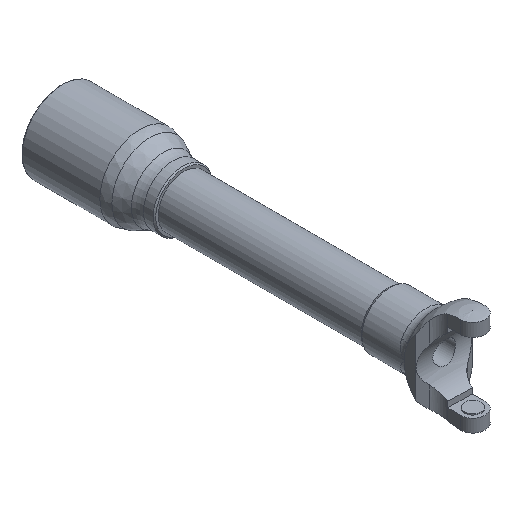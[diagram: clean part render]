
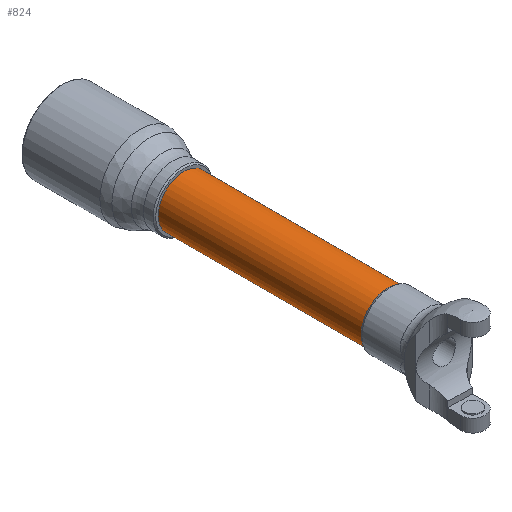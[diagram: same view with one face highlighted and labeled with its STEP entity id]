
A CAD part, isometric view. The second image highlights one B-rep face of the part: STEP entity #824.
In plain terms, the highlighted cylindrical face has radius 40 mm (diameter 80 mm), a full revolution.
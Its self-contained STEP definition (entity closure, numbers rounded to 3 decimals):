
#52=LINE('',#1310,#91);
#91=VECTOR('',#1044,40.);
#130=CYLINDRICAL_SURFACE('',#904,40.);
#159=FACE_OUTER_BOUND('',#213,.T.);
#213=EDGE_LOOP('',(#566,#567,#568,#569,#570));
#273=CIRCLE('',#905,40.);
#274=CIRCLE('',#906,40.);
#275=CIRCLE('',#907,40.);
#341=VERTEX_POINT('',#1307);
#342=VERTEX_POINT('',#1309);
#343=VERTEX_POINT('',#1311);
#429=EDGE_CURVE('',#341,#341,#273,.T.);
#430=EDGE_CURVE('',#341,#342,#52,.T.);
#431=EDGE_CURVE('',#342,#343,#274,.T.);
#432=EDGE_CURVE('',#343,#342,#275,.T.);
#566=ORIENTED_EDGE('',*,*,#429,.T.);
#567=ORIENTED_EDGE('',*,*,#430,.T.);
#568=ORIENTED_EDGE('',*,*,#431,.T.);
#569=ORIENTED_EDGE('',*,*,#432,.T.);
#570=ORIENTED_EDGE('',*,*,#430,.F.);
#824=ADVANCED_FACE('',(#159),#130,.T.);
#904=AXIS2_PLACEMENT_3D('',#1306,#1040,#1041);
#905=AXIS2_PLACEMENT_3D('',#1308,#1042,#1043);
#906=AXIS2_PLACEMENT_3D('',#1312,#1045,#1046);
#907=AXIS2_PLACEMENT_3D('',#1313,#1047,#1048);
#1040=DIRECTION('center_axis',(0.,-1.,0.));
#1041=DIRECTION('ref_axis',(-1.,0.,0.));
#1042=DIRECTION('center_axis',(0.,1.,0.));
#1043=DIRECTION('ref_axis',(-1.,0.,0.));
#1044=DIRECTION('',(0.,1.,0.));
#1045=DIRECTION('center_axis',(0.,-1.,0.));
#1046=DIRECTION('ref_axis',(0.,0.,-1.));
#1047=DIRECTION('center_axis',(0.,-1.,0.));
#1048=DIRECTION('ref_axis',(0.,0.,-1.));
#1306=CARTESIAN_POINT('Origin',(0.,75.,0.));
#1307=CARTESIAN_POINT('',(40.,-501.,0.));
#1308=CARTESIAN_POINT('Origin',(0.,-501.,0.));
#1309=CARTESIAN_POINT('',(40.,-182.5,0.));
#1310=CARTESIAN_POINT('',(40.,75.,0.));
#1311=CARTESIAN_POINT('',(0.,-182.5,-40.));
#1312=CARTESIAN_POINT('Origin',(0.,-182.5,0.));
#1313=CARTESIAN_POINT('Origin',(0.,-182.5,0.));
